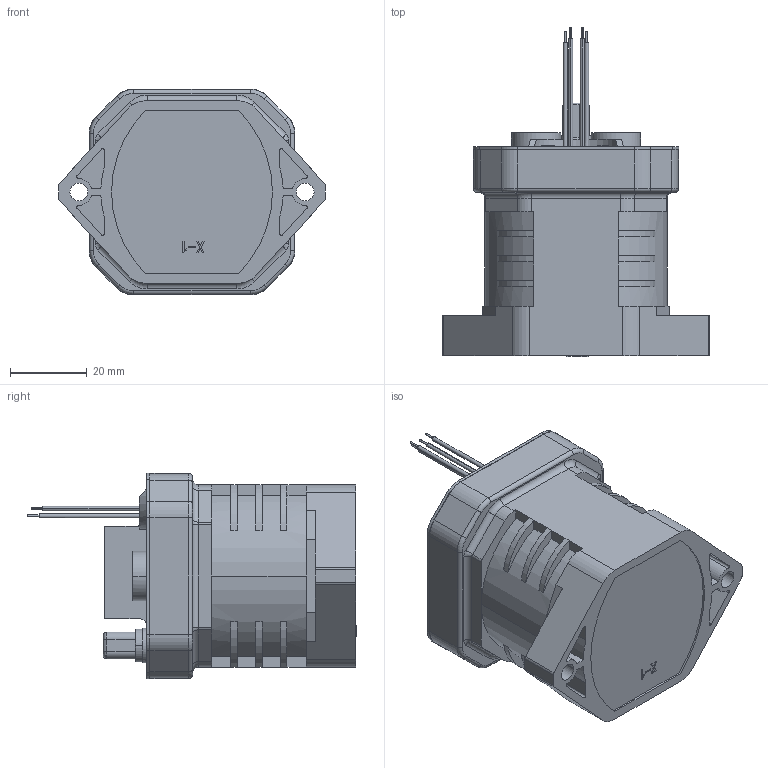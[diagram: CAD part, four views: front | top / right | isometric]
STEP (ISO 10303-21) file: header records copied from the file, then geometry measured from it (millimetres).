
FILE_DESCRIPTION((''),'2;1');
FILE_NAME('EVQ000____ASM_1_ASM_1_ASM','2022-12-07T14:08:07',('dell'),(''),'CREO PARAMETRIC BY PTC INC, 2022073','CREO PARAMETRIC BY PTC INC, 2022073','');
FILE_SCHEMA(('CONFIG_CONTROL_DESIGN'));
Length unit declared in the file: millimetre
Products named in the file (27): SL-0016____1_1; JS-0061____1_2; __11_1_1; __2-8108_1_1; __14_1_1; __16_1_1; __12_1_1; __5_1_1; __15_1_1; __6_1_1; __13_1_1; __9_1_1; __7_1_1; N-56279_1_1; __10_1_1; __3-66316_1_2; __8_1_1; __4-69401_1_1; EVQ0__-64969_ASM_1_ASM_1_ASM; JG-0011_____B_1_1; PRODUCT_54728_1_1; __2-3717_1_1; __4-16033_1_2; __3-23459_1_1; N-61070_1_1; EVQ0__-35948_ASM_1_ASM_1_ASM; EVQ000____ASM_1_ASM_1_ASM
Assembly tree (29 placements, depth 3):
  EVQ000____ASM_1_ASM_1_ASM
    SL-0016____1_1
    JS-0061____1_2  x2
    EVQ0__-64969_ASM_1_ASM_1_ASM
      __11_1_1
      __2-8108_1_1
      __14_1_1
      __16_1_1
      __12_1_1
      __5_1_1
      __15_1_1
      __6_1_1
      __13_1_1
      __9_1_1
      __7_1_1
      N-56279_1_1
      __10_1_1
      __3-66316_1_2
      __8_1_1
      __4-69401_1_1
    JG-0011_____B_1_1  x2
    PRODUCT_54728_1_1  x2
    EVQ0__-35948_ASM_1_ASM_1_ASM
      __2-3717_1_1
      __4-16033_1_2
      __3-23459_1_1
      N-61070_1_1
Bounding box: 69.5 x 85.68 x 53.6 mm (x, y, z)
Volume: 95950.9 mm3; surface area: 30139.3 mm2
Topology: 27 solids, 27 shells, 1626 faces, 4139 edges, 2596 vertices
Faces by surface type: plane 1014, cylinder 449, extrusion 85, torus 40, cone 22, bspline 16
Entity records: 40937 total; most frequent: CARTESIAN_POINT 12144, ORIENTED_EDGE 5928, DIRECTION 5842, EDGE_CURVE 2964, VECTOR 2024, LINE 1941, AXIS2_PLACEMENT_3D 1909, VERTEX_POINT 1879
